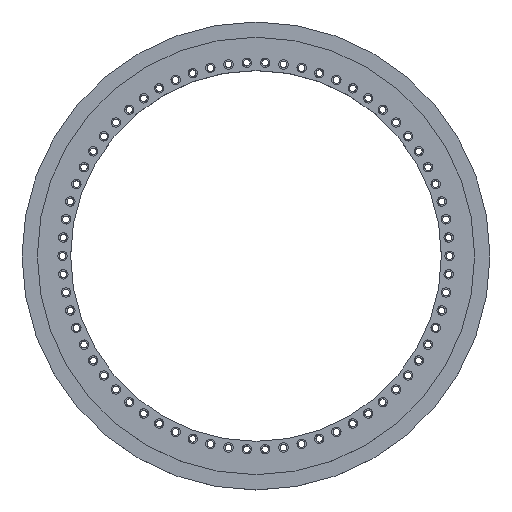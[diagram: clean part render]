
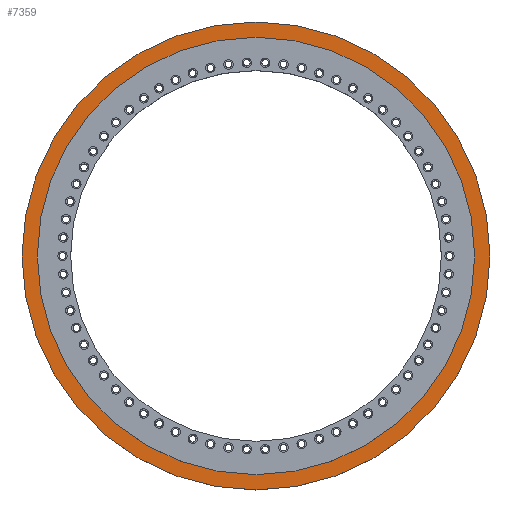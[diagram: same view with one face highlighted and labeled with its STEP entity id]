
A CAD part, top view. The second image highlights one B-rep face of the part: STEP entity #7359.
In plain terms, the highlighted planar face has unit normal (0, 0, 1).
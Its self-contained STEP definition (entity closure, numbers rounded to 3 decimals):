
#724 = CARTESIAN_POINT ( 'NONE',  ( 607.5, 0., 92.5 ) ) ;
#749 = DIRECTION ( 'NONE',  ( 1., 0., 0. ) ) ;
#750 = DIRECTION ( 'NONE',  ( 0., 0., 1. ) ) ;
#751 = CARTESIAN_POINT ( 'NONE',  ( 0., 0., 92.5 ) ) ;
#757 = AXIS2_PLACEMENT_3D ( 'NONE', #751, #750, #749 ) ;
#761 = CIRCLE ( 'NONE', #757, 607.5 ) ;
#770 = CARTESIAN_POINT ( 'NONE',  ( -607.5, 0., 92.5 ) ) ;
#1042 = CARTESIAN_POINT ( 'NONE',  ( -650., 0., 92.5 ) ) ;
#1051 = CARTESIAN_POINT ( 'NONE',  ( 650., 0., 92.5 ) ) ;
#1059 = DIRECTION ( 'NONE',  ( 1., 0., 0. ) ) ;
#1060 = DIRECTION ( 'NONE',  ( 0., 0., 1. ) ) ;
#1069 = AXIS2_PLACEMENT_3D ( 'NONE', #1070, #1060, #1059 ) ;
#1070 = CARTESIAN_POINT ( 'NONE',  ( 0., 0., 92.5 ) ) ;
#1074 = CIRCLE ( 'NONE', #1069, 650. ) ;
#2049 = CIRCLE ( 'NONE', #2135, 607.5 ) ;
#2132 = FACE_OUTER_BOUND ( 'NONE', #7249, .T. ) ;
#2133 = DIRECTION ( 'NONE',  ( 1., 0., 0. ) ) ;
#2134 = DIRECTION ( 'NONE',  ( 0., 0., 1. ) ) ;
#2135 = AXIS2_PLACEMENT_3D ( 'NONE', #2142, #2134, #2133 ) ;
#2136 = CIRCLE ( 'NONE', #2185, 650. ) ;
#2141 = AXIS2_PLACEMENT_3D ( 'NONE', #2148, #2147, #2144 ) ;
#2142 = CARTESIAN_POINT ( 'NONE',  ( 0., 0., 92.5 ) ) ;
#2144 = DIRECTION ( 'NONE',  ( 1., 0., 0. ) ) ;
#2145 = FACE_BOUND ( 'NONE', #7289, .T. ) ;
#2147 = DIRECTION ( 'NONE',  ( 0., 0., 1. ) ) ;
#2148 = CARTESIAN_POINT ( 'NONE',  ( 0., 0., 92.5 ) ) ;
#2149 = PLANE ( 'NONE',  #2141 ) ;
#2175 = DIRECTION ( 'NONE',  ( 1., 0., 0. ) ) ;
#2176 = DIRECTION ( 'NONE',  ( 0., 0., 1. ) ) ;
#2177 = CARTESIAN_POINT ( 'NONE',  ( 0., 0., 92.5 ) ) ;
#2185 = AXIS2_PLACEMENT_3D ( 'NONE', #2177, #2176, #2175 ) ;
#6600 = VERTEX_POINT ( 'NONE', #724 ) ;
#6605 = VERTEX_POINT ( 'NONE', #770 ) ;
#6610 = EDGE_CURVE ( 'NONE', #6600, #6605, #761, .T. ) ;
#6737 = VERTEX_POINT ( 'NONE', #1042 ) ;
#6744 = VERTEX_POINT ( 'NONE', #1051 ) ;
#6755 = EDGE_CURVE ( 'NONE', #6744, #6737, #1074, .T. ) ;
#7249 = EDGE_LOOP ( 'NONE', ( #7303, #7266 ) ) ;
#7266 = ORIENTED_EDGE ( 'NONE', *, *, #6755, .T. ) ;
#7289 = EDGE_LOOP ( 'NONE', ( #7336, #7375 ) ) ;
#7303 = ORIENTED_EDGE ( 'NONE', *, *, #7368, .T. ) ;
#7336 = ORIENTED_EDGE ( 'NONE', *, *, #7358, .F. ) ;
#7358 = EDGE_CURVE ( 'NONE', #6605, #6600, #2049, .T. ) ;
#7359 = ADVANCED_FACE ( 'NONE', ( #2132, #2145 ), #2149, .T. ) ;
#7368 = EDGE_CURVE ( 'NONE', #6737, #6744, #2136, .T. ) ;
#7375 = ORIENTED_EDGE ( 'NONE', *, *, #6610, .F. ) ;
